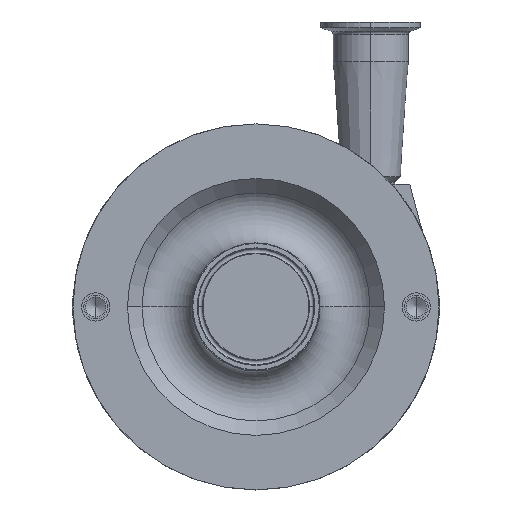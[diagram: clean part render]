
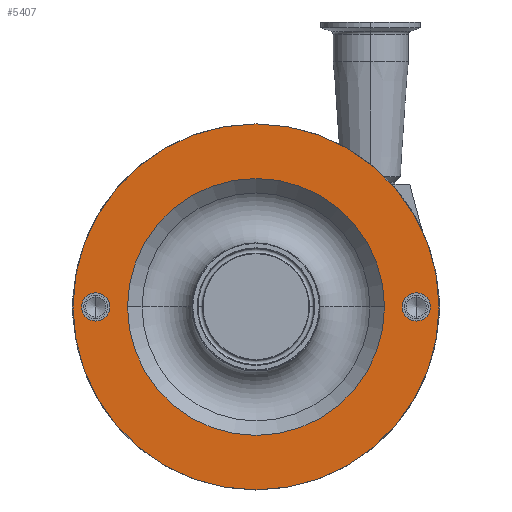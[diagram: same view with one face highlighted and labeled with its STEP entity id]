
A CAD part, top view. The second image highlights one B-rep face of the part: STEP entity #5407.
In plain terms, the highlighted planar face has unit normal (0, 0, 1).
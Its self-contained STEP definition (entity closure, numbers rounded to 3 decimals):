
#85 = CARTESIAN_POINT ( 'NONE',  ( 81., 0., 190.5 ) ) ;
#560 = CARTESIAN_POINT ( 'NONE',  ( 92.5, 0., 190.5 ) ) ;
#1221 = CARTESIAN_POINT ( 'NONE',  ( 81., 0., 190.5 ) ) ;
#1336 = EDGE_LOOP ( 'NONE', ( #3085, #1614 ) ) ;
#1396 = CIRCLE ( 'NONE', #8288, 7.144 ) ;
#1454 = AXIS2_PLACEMENT_3D ( 'NONE', #5251, #3007, #5171 ) ;
#1614 = ORIENTED_EDGE ( 'NONE', *, *, #11544, .F. ) ;
#1677 = VERTEX_POINT ( 'NONE', #560 ) ;
#1764 = CARTESIAN_POINT ( 'NONE',  ( 0., 32., 190.5 ) ) ;
#1987 = VERTEX_POINT ( 'NONE', #5173 ) ;
#2072 = VERTEX_POINT ( 'NONE', #5302 ) ;
#2128 = VERTEX_POINT ( 'NONE', #6625 ) ;
#2728 = DIRECTION ( 'NONE',  ( 0., -1., 0. ) ) ;
#2798 = AXIS2_PLACEMENT_3D ( 'NONE', #9602, #12933, #8634 ) ;
#2809 = VERTEX_POINT ( 'NONE', #6476 ) ;
#3007 = DIRECTION ( 'NONE',  ( 0., 0., 1. ) ) ;
#3085 = ORIENTED_EDGE ( 'NONE', *, *, #11505, .F. ) ;
#3448 = VERTEX_POINT ( 'NONE', #12899 ) ;
#3454 = DIRECTION ( 'NONE',  ( 1., 0., 0. ) ) ;
#3550 = ORIENTED_EDGE ( 'NONE', *, *, #5893, .T. ) ;
#3940 = CARTESIAN_POINT ( 'NONE',  ( 0., 0., 190.5 ) ) ;
#4056 = DIRECTION ( 'NONE',  ( 1., 0., 0. ) ) ;
#4293 = DIRECTION ( 'NONE',  ( 1., 0., 0. ) ) ;
#4511 = EDGE_LOOP ( 'NONE', ( #7261, #13610 ) ) ;
#4543 = VERTEX_POINT ( 'NONE', #12387 ) ;
#4923 = EDGE_CURVE ( 'NONE', #2128, #3448, #5811, .T. ) ;
#5129 = CARTESIAN_POINT ( 'NONE',  ( 0., 0., 190.5 ) ) ;
#5171 = DIRECTION ( 'NONE',  ( 1., 0., 0. ) ) ;
#5173 = CARTESIAN_POINT ( 'NONE',  ( -92.5, 0., 190.5 ) ) ;
#5177 = DIRECTION ( 'NONE',  ( 0., 0., 1. ) ) ;
#5251 = CARTESIAN_POINT ( 'NONE',  ( 0., 0., 190.5 ) ) ;
#5302 = CARTESIAN_POINT ( 'NONE',  ( -73.856, 0., 190.5 ) ) ;
#5407 = ADVANCED_FACE ( 'NONE', ( #5663, #5731, #13698, #8038 ), #10351, .F. ) ;
#5516 = EDGE_CURVE ( 'NONE', #1677, #1987, #6127, .T. ) ;
#5539 = AXIS2_PLACEMENT_3D ( 'NONE', #5129, #12138, #6160 ) ;
#5663 = FACE_OUTER_BOUND ( 'NONE', #12314, .T. ) ;
#5731 = FACE_BOUND ( 'NONE', #13433, .T. ) ;
#5755 = AXIS2_PLACEMENT_3D ( 'NONE', #1764, #9443, #2728 ) ;
#5811 = CIRCLE ( 'NONE', #13891, 64.921 ) ;
#5880 = ORIENTED_EDGE ( 'NONE', *, *, #5516, .T. ) ;
#5893 = EDGE_CURVE ( 'NONE', #1987, #1677, #14303, .T. ) ;
#6127 = CIRCLE ( 'NONE', #2798, 92.5 ) ;
#6160 = DIRECTION ( 'NONE',  ( 1., 0., 0. ) ) ;
#6476 = CARTESIAN_POINT ( 'NONE',  ( 73.856, 0., 190.5 ) ) ;
#6625 = CARTESIAN_POINT ( 'NONE',  ( -64.921, 0., 190.5 ) ) ;
#7261 = ORIENTED_EDGE ( 'NONE', *, *, #8033, .F. ) ;
#7365 = DIRECTION ( 'NONE',  ( 0., 0., 1. ) ) ;
#7367 = EDGE_CURVE ( 'NONE', #11414, #2809, #11702, .T. ) ;
#8033 = EDGE_CURVE ( 'NONE', #3448, #2128, #12662, .T. ) ;
#8035 = ORIENTED_EDGE ( 'NONE', *, *, #11751, .F. ) ;
#8038 = FACE_BOUND ( 'NONE', #4511, .T. ) ;
#8288 = AXIS2_PLACEMENT_3D ( 'NONE', #12034, #5177, #4293 ) ;
#8561 = CIRCLE ( 'NONE', #11203, 7.144 ) ;
#8634 = DIRECTION ( 'NONE',  ( 1., 0., 0. ) ) ;
#8657 = DIRECTION ( 'NONE',  ( 1., 0., 0. ) ) ;
#8764 = CARTESIAN_POINT ( 'NONE',  ( -81., 0., 190.5 ) ) ;
#9227 = ORIENTED_EDGE ( 'NONE', *, *, #7367, .F. ) ;
#9443 = DIRECTION ( 'NONE',  ( 0., 0., -1. ) ) ;
#9602 = CARTESIAN_POINT ( 'NONE',  ( 0., 0., 190.5 ) ) ;
#10236 = DIRECTION ( 'NONE',  ( 0., 0., 1. ) ) ;
#10351 = PLANE ( 'NONE',  #5755 ) ;
#11203 = AXIS2_PLACEMENT_3D ( 'NONE', #1221, #11313, #3454 ) ;
#11313 = DIRECTION ( 'NONE',  ( 0., 0., 1. ) ) ;
#11414 = VERTEX_POINT ( 'NONE', #12917 ) ;
#11505 = EDGE_CURVE ( 'NONE', #2072, #4543, #1396, .T. ) ;
#11544 = EDGE_CURVE ( 'NONE', #4543, #2072, #12582, .T. ) ;
#11702 = CIRCLE ( 'NONE', #14556, 7.144 ) ;
#11751 = EDGE_CURVE ( 'NONE', #2809, #11414, #8561, .T. ) ;
#12034 = CARTESIAN_POINT ( 'NONE',  ( -81., 0., 190.5 ) ) ;
#12111 = DIRECTION ( 'NONE',  ( 0., 0., 1. ) ) ;
#12138 = DIRECTION ( 'NONE',  ( 0., 0., 1. ) ) ;
#12314 = EDGE_LOOP ( 'NONE', ( #5880, #3550 ) ) ;
#12387 = CARTESIAN_POINT ( 'NONE',  ( -88.144, 0., 190.5 ) ) ;
#12582 = CIRCLE ( 'NONE', #14001, 7.144 ) ;
#12662 = CIRCLE ( 'NONE', #5539, 64.921 ) ;
#12899 = CARTESIAN_POINT ( 'NONE',  ( 64.921, 0., 190.5 ) ) ;
#12917 = CARTESIAN_POINT ( 'NONE',  ( 88.144, 0., 190.5 ) ) ;
#12933 = DIRECTION ( 'NONE',  ( 0., 0., 1. ) ) ;
#13433 = EDGE_LOOP ( 'NONE', ( #9227, #8035 ) ) ;
#13581 = DIRECTION ( 'NONE',  ( 1., 0., 0. ) ) ;
#13610 = ORIENTED_EDGE ( 'NONE', *, *, #4923, .F. ) ;
#13698 = FACE_BOUND ( 'NONE', #1336, .T. ) ;
#13891 = AXIS2_PLACEMENT_3D ( 'NONE', #3940, #7365, #8657 ) ;
#14001 = AXIS2_PLACEMENT_3D ( 'NONE', #8764, #12111, #4056 ) ;
#14303 = CIRCLE ( 'NONE', #1454, 92.5 ) ;
#14556 = AXIS2_PLACEMENT_3D ( 'NONE', #85, #10236, #13581 ) ;
